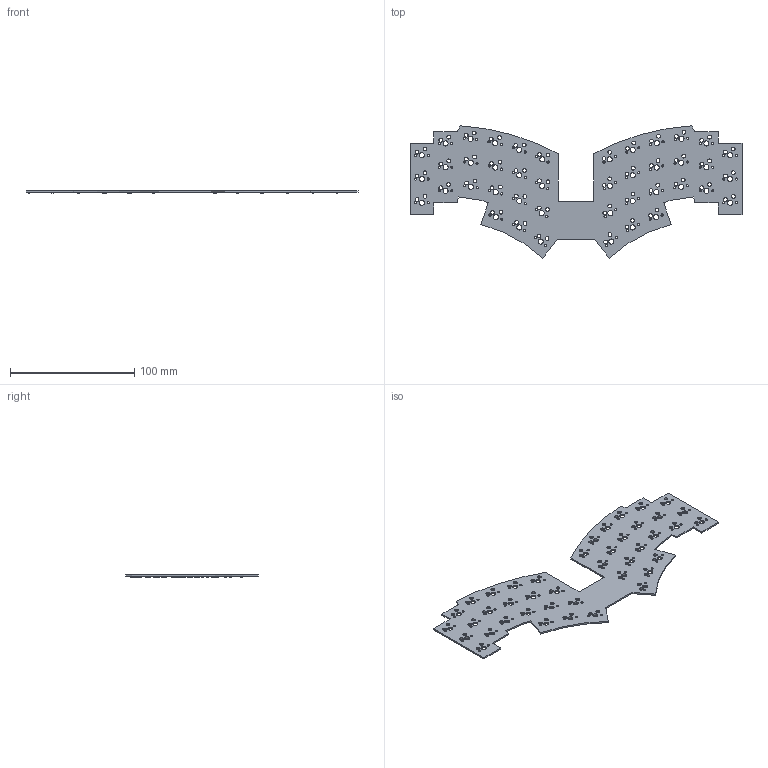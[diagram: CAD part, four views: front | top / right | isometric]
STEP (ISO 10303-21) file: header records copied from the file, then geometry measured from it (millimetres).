
FILE_DESCRIPTION(('KiCad electronic assembly'),'2;1');
FILE_NAME('harmony-42-pcb_simple.step','2024-07-09T21:21:37',('Pcbnew'), ('Kicad'),'Open CASCADE STEP processor 7.7','KiCad to STEP converter', 'Unknown');
FILE_SCHEMA(('AUTOMOTIVE_DESIGN { 1 0 10303 214 1 1 1 1 }'));
Length unit declared in the file: millimetre
Products named in the file (4): harmony-42-pcb_simple 1; D_SOD-323; D_SOD_323; harmony-42-pcb_simple_PCB
Assembly tree (44 placements, depth 3):
  harmony-42-pcb_simple 1
    D_SOD-323  x42
      D_SOD_323
    harmony-42-pcb_simple_PCB
Bounding box: 266.7 x 106.33 x 2.35 mm (x, y, z)
Volume: 19380.6 mm3; surface area: 35799.2 mm2
Topology: 43 solids, 43 shells, 3070 faces, 7314 edges, 4372 vertices
Faces by surface type: plane 1432, bspline 1092, cylinder 546
Full cylindrical faces by diameter (mm): 1.75 x84, 3 x84, 4.1 x42
Entity records: 12340 total; most frequent: DIRECTION 2006, CARTESIAN_POINT 1996, ORIENTED_EDGE 1836, EDGE_CURVE 918, AXIS2_PLACEMENT_3D 778, FACE_BOUND 744, EDGE_LOOP 744, VERTEX_POINT 600
